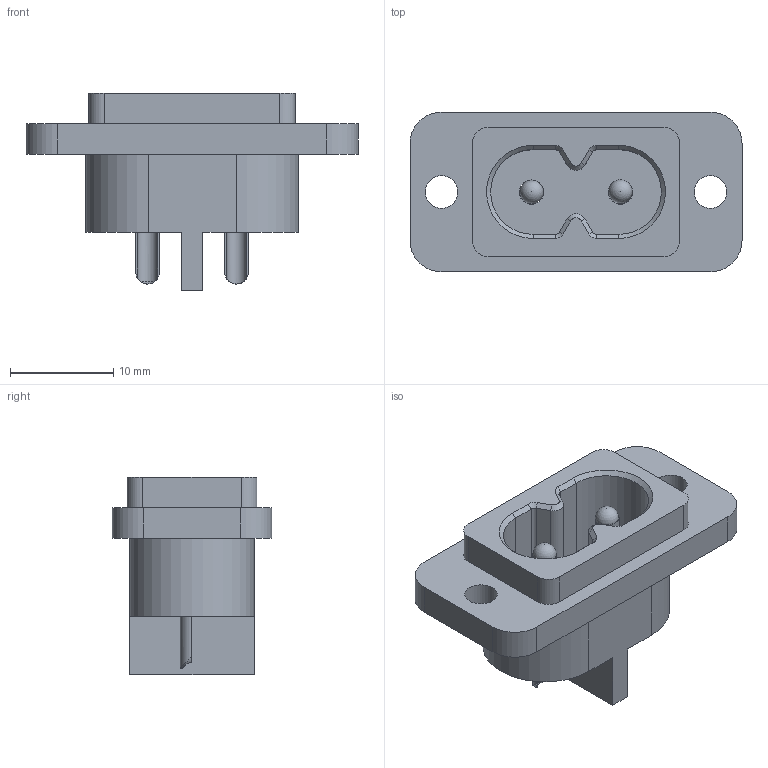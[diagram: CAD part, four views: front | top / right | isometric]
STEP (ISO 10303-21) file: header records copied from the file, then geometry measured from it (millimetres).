
FILE_DESCRIPTION(/* description */ (''),/* implementation_level */ '2;1');
FILE_NAME(/* name */ 'C8 CONN.step',/* time_stamp */ '2022-09-22T09:27:51+03:00',/* author */ (''),/* organization */ (''),/* preprocessor_version */ 'ST-DEVELOPER v19',/* originating_system */ 'Autodesk Translation Framework v11.7.0.108',/* authorisation */ '');
FILE_SCHEMA (('AUTOMOTIVE_DESIGN { 1 0 10303 214 3 1 1 }'));
Length unit declared in the file: millimetre
Products named in the file (1): FusionComponent
Bounding box: 32.1 x 15.4 x 19.1 mm (x, y, z)
Volume: 2588.9 mm3; surface area: 2935.5 mm2
Topology: 3 solids, 3 shells, 84 faces, 221 edges, 142 vertices
Faces by surface type: plane 43, cylinder 29, cone 8, sphere 4
Full cylindrical faces by diameter (mm): 1.86 x1, 1.96 x1, 2.26 x2, 2.36 x2, 3.15 x2
Entity records: 2735 total; most frequent: CARTESIAN_POINT 567, DIRECTION 452, ORIENTED_EDGE 434, EDGE_CURVE 217, AXIS2_PLACEMENT_3D 161, VERTEX_POINT 142, LINE 130, VECTOR 130
